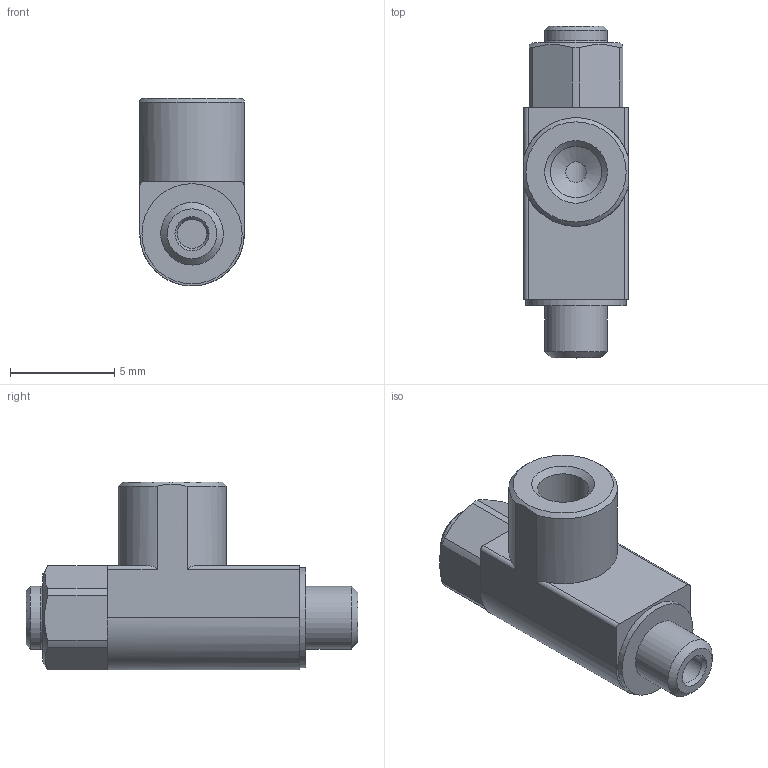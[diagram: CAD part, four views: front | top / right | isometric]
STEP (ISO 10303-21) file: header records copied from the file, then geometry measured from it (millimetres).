
FILE_DESCRIPTION(/* description */ ('STEP AP214'),/* implementation_level */ '2;1');
FILE_NAME(/* name */ '175038_GRLA-M3',/* time_stamp */ '2024-08-23T13:08:15+02:00',/* author */ ('License CC BY-ND 4.0'),/* organization */ ('CADENAS'),/* preprocessor_version */ 'ST-DEVELOPER v19.3',/* originating_system */ 'PARTsolutions',/* authorisation */ ' ');
FILE_SCHEMA (('AUTOMOTIVE_DESIGN {1 0 10303 214 3 1 1}'));
Length unit declared in the file: millimetre
Products named in the file (1): 175038 GRLA-M3
Bounding box: 5 x 15.9 x 9 mm (x, y, z)
Volume: 334 mm3; surface area: 432.1 mm2
Topology: 1 solids, 1 shells, 57 faces, 136 edges, 86 vertices
Faces by surface type: plane 23, cylinder 22, cone 9, torus 3
Full cylindrical faces by diameter (mm): 1 x1, 1.4 x1, 2.2 x1, 2.459 x1, 3 x2, 4.8 x1
Entity records: 1587 total; most frequent: CARTESIAN_POINT 321, DIRECTION 264, ORIENTED_EDGE 228, EDGE_CURVE 114, AXIS2_PLACEMENT_3D 109, VERTEX_POINT 81, EDGE_LOOP 81, FACE_BOUND 81
